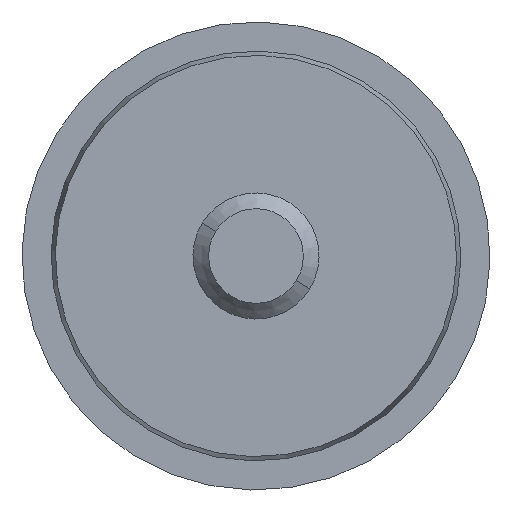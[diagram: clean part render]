
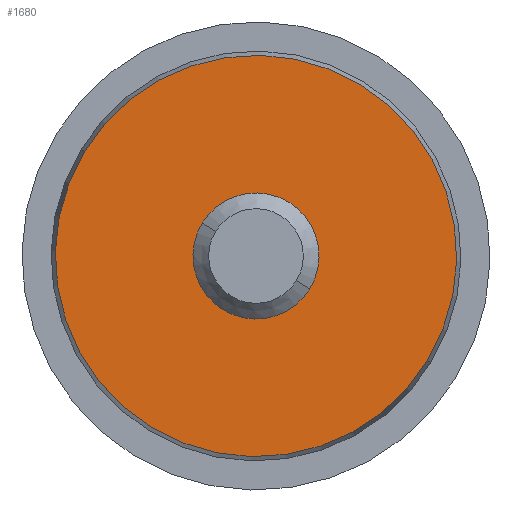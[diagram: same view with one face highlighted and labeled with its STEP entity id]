
A CAD part, front view. The second image highlights one B-rep face of the part: STEP entity #1680.
In plain terms, the highlighted planar face has unit normal (0, -1, 0).
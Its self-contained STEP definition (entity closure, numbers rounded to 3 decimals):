
#840=CARTESIAN_POINT('',(-154.104,-48.8,
-84.919));
#850=VERTEX_POINT('',#840);
#930=CARTESIAN_POINT('',(-147.272,-48.8,-89.081));
#940=VERTEX_POINT('',#930);
#970=CARTESIAN_POINT('',(-150.688,-48.8,
-87.));
#980=DIRECTION('',(0.,1.,0.));
#990=DIRECTION('',(0.854,0.,
-0.52));
#1000=AXIS2_PLACEMENT_3D('',#970,#980,#990);
#1010=CIRCLE('',#1000,4.);
#1020=EDGE_CURVE('',#940,#850,#1010,.T.);
#1430=CARTESIAN_POINT('',(-144.322,-48.8,-98.026));
#1440=DIRECTION('',(0.,-1.,0.));
#1450=DIRECTION('',(1.,0.,0.));
#1460=AXIS2_PLACEMENT_3D('',#1430,#1440,#1450);
#1470=PLANE('',#1460);
#1480=CARTESIAN_POINT('',(-150.688,-48.8,-87.));
#1490=DIRECTION('',(0.,-1.,0.));
#1500=DIRECTION('',(-0.854,0.,
0.52));
#1510=AXIS2_PLACEMENT_3D('',#1480,#1490,#1500);
#1520=CIRCLE('',#1510,12.732);
#1530=CARTESIAN_POINT('',(-161.561,-48.8,
-80.376));
#1540=VERTEX_POINT('',#1530);
#1550=CARTESIAN_POINT('',(-139.815,-48.8,
-93.624));
#1560=VERTEX_POINT('',#1550);
#1570=EDGE_CURVE('',#1540,#1560,#1520,.T.);
#1580=ORIENTED_EDGE('',*,*,#1570,.T.);
#1590=EDGE_CURVE('',#1560,#1540,#1520,.T.);
#1600=ORIENTED_EDGE('',*,*,#1590,.T.);
#1610=EDGE_LOOP('',(#1600,#1580));
#1620=FACE_OUTER_BOUND('',#1610,.T.);
#1630=EDGE_CURVE('',#850,#940,#1010,.T.);
#1640=ORIENTED_EDGE('',*,*,#1630,.T.);
#1650=ORIENTED_EDGE('',*,*,#1020,.T.);
#1660=EDGE_LOOP('',(#1650,#1640));
#1670=FACE_BOUND('',#1660,.T.);
#1680=ADVANCED_FACE('',(#1620,#1670),#1470,.T.);
